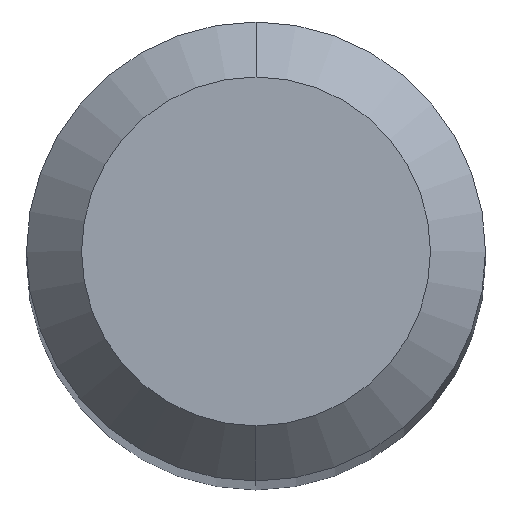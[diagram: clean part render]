
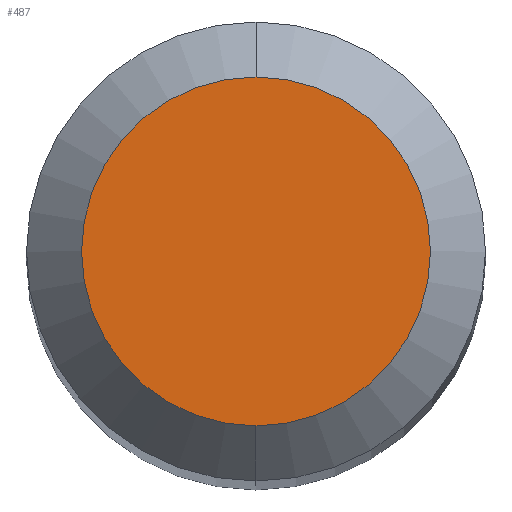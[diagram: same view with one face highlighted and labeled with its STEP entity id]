
A CAD part, top view. The second image highlights one B-rep face of the part: STEP entity #487.
In plain terms, the highlighted planar face has unit normal (0, 0, 1).
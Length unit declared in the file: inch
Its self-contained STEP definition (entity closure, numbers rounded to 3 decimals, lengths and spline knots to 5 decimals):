
#26 = DIRECTION ( 'NONE',  ( 0., 0., 1. ) ) ;
#159 = DIRECTION ( 'NONE',  ( 0., -1., 0. ) ) ;
#162 = EDGE_LOOP ( 'NONE', ( #283, #324 ) ) ;
#192 = VERTEX_POINT ( 'NONE', #455 ) ;
#226 = CARTESIAN_POINT ( 'NONE',  ( 0., 0.0475, 0. ) ) ;
#230 = VERTEX_POINT ( 'NONE', #386 ) ;
#233 = FACE_OUTER_BOUND ( 'NONE', #162, .T. ) ;
#273 = PLANE ( 'NONE',  #514 ) ;
#283 = ORIENTED_EDGE ( 'NONE', *, *, #380, .T. ) ;
#289 = CIRCLE ( 'NONE', #453, 0.0475 ) ;
#303 = EDGE_CURVE ( 'NONE', #192, #230, #437, .T. ) ;
#324 = ORIENTED_EDGE ( 'NONE', *, *, #303, .T. ) ;
#380 = EDGE_CURVE ( 'NONE', #230, #192, #289, .T. ) ;
#386 = CARTESIAN_POINT ( 'NONE',  ( 0., 0.0475, 0. ) ) ;
#391 = DIRECTION ( 'NONE',  ( 0., -1., 0. ) ) ;
#395 = DIRECTION ( 'NONE',  ( 0., 0., -1. ) ) ;
#401 = DIRECTION ( 'NONE',  ( 0., 1., 0. ) ) ;
#413 = AXIS2_PLACEMENT_3D ( 'NONE', #507, #26, #391 ) ;
#437 = CIRCLE ( 'NONE', #413, 0.0475 ) ;
#453 = AXIS2_PLACEMENT_3D ( 'NONE', #481, #479, #159 ) ;
#455 = CARTESIAN_POINT ( 'NONE',  ( 0., -0.0475, 0. ) ) ;
#479 = DIRECTION ( 'NONE',  ( 0., 0., 1. ) ) ;
#481 = CARTESIAN_POINT ( 'NONE',  ( 0., 0., 0. ) ) ;
#487 = ADVANCED_FACE ( 'NONE', ( #233 ), #273, .F. ) ;
#507 = CARTESIAN_POINT ( 'NONE',  ( 0., 0., 0. ) ) ;
#514 = AXIS2_PLACEMENT_3D ( 'NONE', #226, #395, #401 ) ;
